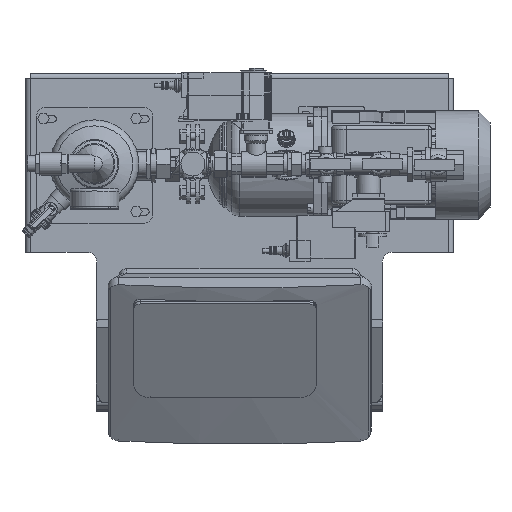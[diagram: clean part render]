
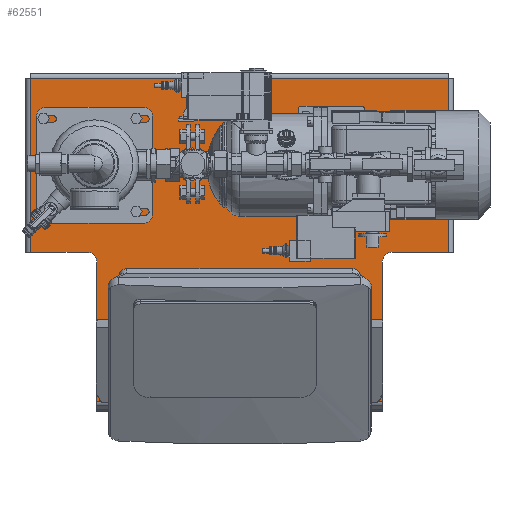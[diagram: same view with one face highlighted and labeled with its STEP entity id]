
A CAD part, top view. The second image highlights one B-rep face of the part: STEP entity #62551.
In plain terms, the highlighted planar face has unit normal (0, 0, 1).
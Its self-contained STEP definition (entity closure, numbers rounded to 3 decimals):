
#1853=LINE('',#91842,#9183);
#1856=LINE('',#91850,#9186);
#1864=LINE('',#91876,#9194);
#1865=LINE('',#91879,#9195);
#1866=LINE('',#91881,#9196);
#1867=LINE('',#91883,#9197);
#1868=LINE('',#91885,#9198);
#1869=LINE('',#91886,#9199);
#9183=VECTOR('',#73849,10.);
#9186=VECTOR('',#73854,10.);
#9194=VECTOR('',#73878,10.);
#9195=VECTOR('',#73881,10.);
#9196=VECTOR('',#73882,10.);
#9197=VECTOR('',#73883,10.);
#9198=VECTOR('',#73884,10.);
#9199=VECTOR('',#73885,10.);
#15813=PLANE('',#66642);
#19538=FACE_OUTER_BOUND('',#23426,.T.);
#23426=EDGE_LOOP('',(#46263,#46264,#46265,#46266,#46267,#46268,#46269,#46270,
#46271,#46272));
#27191=CIRCLE('',#66627,12.5);
#27201=CIRCLE('',#66640,12.5);
#29332=VERTEX_POINT('',#91816);
#29333=VERTEX_POINT('',#91818);
#29343=VERTEX_POINT('',#91840);
#29346=VERTEX_POINT('',#91847);
#29347=VERTEX_POINT('',#91849);
#29357=VERTEX_POINT('',#91871);
#29358=VERTEX_POINT('',#91878);
#29359=VERTEX_POINT('',#91880);
#29360=VERTEX_POINT('',#91882);
#29361=VERTEX_POINT('',#91884);
#35810=EDGE_CURVE('',#29333,#29332,#27191,.T.);
#35822=EDGE_CURVE('',#29332,#29343,#1853,.T.);
#35825=EDGE_CURVE('',#29347,#29346,#1856,.T.);
#35837=EDGE_CURVE('',#29346,#29357,#27201,.T.);
#35839=EDGE_CURVE('',#29347,#29343,#1864,.T.);
#35840=EDGE_CURVE('',#29358,#29333,#1865,.T.);
#35841=EDGE_CURVE('',#29357,#29359,#1866,.T.);
#35842=EDGE_CURVE('',#29360,#29359,#1867,.T.);
#35843=EDGE_CURVE('',#29360,#29361,#1868,.T.);
#35844=EDGE_CURVE('',#29358,#29361,#1869,.T.);
#46263=ORIENTED_EDGE('',*,*,#35840,.T.);
#46264=ORIENTED_EDGE('',*,*,#35810,.T.);
#46265=ORIENTED_EDGE('',*,*,#35822,.T.);
#46266=ORIENTED_EDGE('',*,*,#35839,.F.);
#46267=ORIENTED_EDGE('',*,*,#35825,.T.);
#46268=ORIENTED_EDGE('',*,*,#35837,.T.);
#46269=ORIENTED_EDGE('',*,*,#35841,.T.);
#46270=ORIENTED_EDGE('',*,*,#35842,.F.);
#46271=ORIENTED_EDGE('',*,*,#35843,.T.);
#46272=ORIENTED_EDGE('',*,*,#35844,.F.);
#62551=ADVANCED_FACE('',(#19538),#15813,.T.);
#66627=AXIS2_PLACEMENT_3D('',#91819,#73830,#73831);
#66640=AXIS2_PLACEMENT_3D('',#91873,#73873,#73874);
#66642=AXIS2_PLACEMENT_3D('',#91877,#73879,#73880);
#73830=DIRECTION('center_axis',(0.,0.,
-1.));
#73831=DIRECTION('ref_axis',(1.,0.,0.));
#73849=DIRECTION('',(0.,-1.,0.));
#73854=DIRECTION('',(0.,1.,0.));
#73873=DIRECTION('center_axis',(0.,0.,
-1.));
#73874=DIRECTION('ref_axis',(0.,1.,0.));
#73878=DIRECTION('',(-1.,0.,0.));
#73879=DIRECTION('center_axis',(0.,0.,
1.));
#73880=DIRECTION('ref_axis',(0.,1.,0.));
#73881=DIRECTION('',(1.,0.,0.));
#73882=DIRECTION('',(1.,0.,0.));
#73883=DIRECTION('',(0.,-1.,0.));
#73884=DIRECTION('',(-1.,0.,0.));
#73885=DIRECTION('',(0.,1.,0.));
#91816=CARTESIAN_POINT('',(-184.5,193.,30.));
#91818=CARTESIAN_POINT('',(-197.,205.5,30.));
#91819=CARTESIAN_POINT('Origin',(-197.,193.,30.));
#91840=CARTESIAN_POINT('',(-184.5,12.692,30.));
#91842=CARTESIAN_POINT('',(-184.5,102.846,30.));
#91847=CARTESIAN_POINT('',(184.5,193.,30.));
#91849=CARTESIAN_POINT('',(184.5,12.692,30.));
#91850=CARTESIAN_POINT('',(184.5,6.346,30.));
#91871=CARTESIAN_POINT('',(197.,205.5,30.));
#91873=CARTESIAN_POINT('Origin',(197.,193.,30.));
#91876=CARTESIAN_POINT('',(0.,12.692,30.));
#91877=CARTESIAN_POINT('Origin',(0.,12.692,30.));
#91878=CARTESIAN_POINT('',(-270.,205.5,30.));
#91879=CARTESIAN_POINT('',(-135.,205.5,30.));
#91880=CARTESIAN_POINT('',(270.,205.5,30.));
#91881=CARTESIAN_POINT('',(98.5,205.5,30.));
#91882=CARTESIAN_POINT('',(270.,430.5,30.));
#91883=CARTESIAN_POINT('',(270.,12.692,30.));
#91884=CARTESIAN_POINT('',(-270.,430.5,30.));
#91885=CARTESIAN_POINT('',(0.,430.5,30.));
#91886=CARTESIAN_POINT('',(-270.,12.692,30.));
